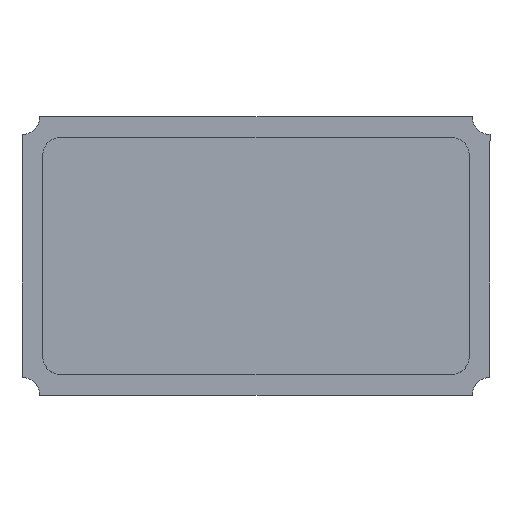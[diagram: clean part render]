
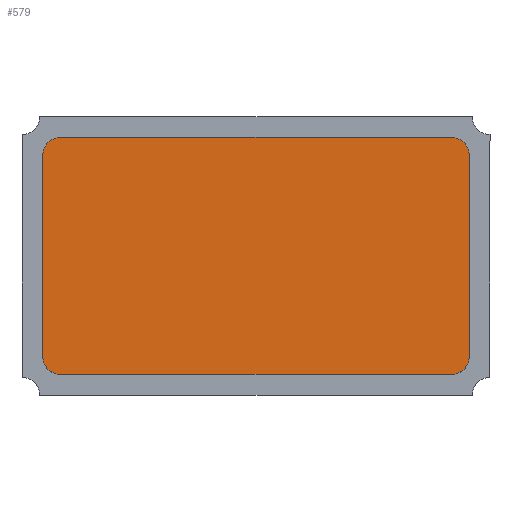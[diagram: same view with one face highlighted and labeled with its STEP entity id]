
A CAD part, top view. The second image highlights one B-rep face of the part: STEP entity #579.
In plain terms, the highlighted planar face has unit normal (0, 0, 1).
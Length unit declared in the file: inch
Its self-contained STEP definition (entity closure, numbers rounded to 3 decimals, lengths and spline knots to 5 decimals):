
#54=FACE_OUTER_BOUND('',#87,.T.);
#87=EDGE_LOOP('',(#489,#490,#491,#492,#493,#494,#495,#496));
#117=LINE('',#877,#176);
#120=LINE('',#883,#179);
#124=LINE('',#890,#183);
#126=LINE('',#895,#185);
#176=VECTOR('',#709,39.37008);
#179=VECTOR('',#714,39.37008);
#183=VECTOR('',#720,39.37008);
#185=VECTOR('',#724,39.37008);
#218=CIRCLE('',#632,0.003);
#219=CIRCLE('',#634,0.003);
#220=CIRCLE('',#636,0.003);
#221=CIRCLE('',#638,0.003);
#255=VERTEX_POINT('',#875);
#256=VERTEX_POINT('',#876);
#257=VERTEX_POINT('',#881);
#258=VERTEX_POINT('',#882);
#259=VERTEX_POINT('',#887);
#260=VERTEX_POINT('',#889);
#261=VERTEX_POINT('',#893);
#262=VERTEX_POINT('',#894);
#313=EDGE_CURVE('',#255,#256,#117,.T.);
#316=EDGE_CURVE('',#257,#258,#120,.T.);
#320=EDGE_CURVE('',#259,#260,#124,.T.);
#322=EDGE_CURVE('',#261,#262,#126,.T.);
#343=EDGE_CURVE('',#259,#258,#218,.T.);
#344=EDGE_CURVE('',#257,#256,#219,.T.);
#345=EDGE_CURVE('',#255,#262,#220,.T.);
#346=EDGE_CURVE('',#261,#260,#221,.T.);
#489=ORIENTED_EDGE('',*,*,#320,.F.);
#490=ORIENTED_EDGE('',*,*,#343,.T.);
#491=ORIENTED_EDGE('',*,*,#316,.F.);
#492=ORIENTED_EDGE('',*,*,#344,.T.);
#493=ORIENTED_EDGE('',*,*,#313,.F.);
#494=ORIENTED_EDGE('',*,*,#345,.T.);
#495=ORIENTED_EDGE('',*,*,#322,.F.);
#496=ORIENTED_EDGE('',*,*,#346,.T.);
#518=PLANE('',#639);
#579=ADVANCED_FACE('',(#54),#518,.T.);
#632=AXIS2_PLACEMENT_3D('',#941,#777,#778);
#634=AXIS2_PLACEMENT_3D('',#943,#781,#782);
#636=AXIS2_PLACEMENT_3D('',#945,#785,#786);
#638=AXIS2_PLACEMENT_3D('',#947,#789,#790);
#639=AXIS2_PLACEMENT_3D('',#948,#791,#792);
#709=DIRECTION('',(1.,0.,0.));
#714=DIRECTION('',(0.,-1.,0.));
#720=DIRECTION('',(-1.,0.,0.));
#724=DIRECTION('',(0.,1.,0.));
#777=DIRECTION('center_axis',(0.,0.,1.));
#778=DIRECTION('ref_axis',(0.,-1.,0.));
#781=DIRECTION('center_axis',(0.,0.,1.));
#782=DIRECTION('ref_axis',(0.,-1.,0.));
#785=DIRECTION('center_axis',(0.,0.,1.));
#786=DIRECTION('ref_axis',(0.,-1.,0.));
#789=DIRECTION('center_axis',(0.,0.,1.));
#790=DIRECTION('ref_axis',(0.,-1.,0.));
#791=DIRECTION('center_axis',(0.,0.,1.));
#792=DIRECTION('ref_axis',(0.,-1.,0.));
#875=CARTESIAN_POINT('',(-0.033,0.02,0.024));
#876=CARTESIAN_POINT('',(0.033,0.02,0.024));
#877=CARTESIAN_POINT('',(-0.0395,0.02,0.024));
#881=CARTESIAN_POINT('',(0.036,0.017,0.024));
#882=CARTESIAN_POINT('',(0.036,-0.017,0.024));
#883=CARTESIAN_POINT('',(0.036,-0.0235,0.024));
#887=CARTESIAN_POINT('',(0.033,-0.02,0.024));
#889=CARTESIAN_POINT('',(-0.033,-0.02,0.024));
#890=CARTESIAN_POINT('',(-0.0395,-0.02,0.024));
#893=CARTESIAN_POINT('',(-0.036,-0.017,0.024));
#894=CARTESIAN_POINT('',(-0.036,0.017,0.024));
#895=CARTESIAN_POINT('',(-0.036,-0.0235,0.024));
#941=CARTESIAN_POINT('Origin',(0.033,-0.017,0.024));
#943=CARTESIAN_POINT('Origin',(0.033,0.017,0.024));
#945=CARTESIAN_POINT('Origin',(-0.033,0.017,0.024));
#947=CARTESIAN_POINT('Origin',(-0.033,-0.017,0.024));
#948=CARTESIAN_POINT('Origin',(-0.0395,-0.0235,
0.024));
